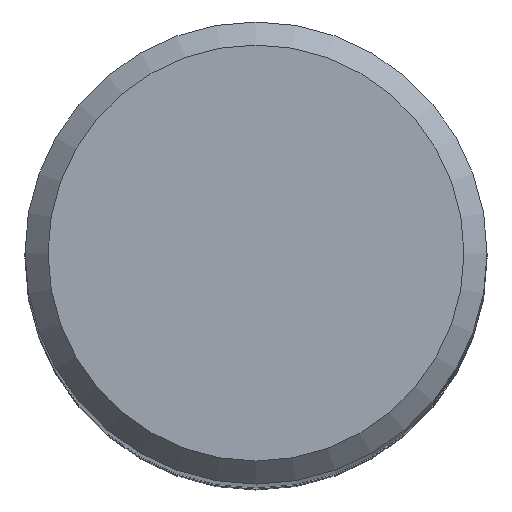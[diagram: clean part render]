
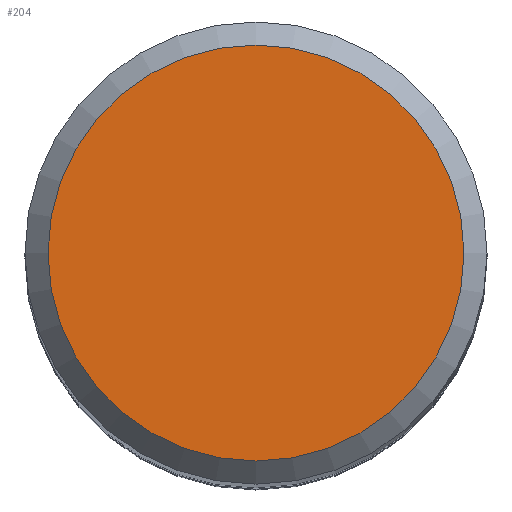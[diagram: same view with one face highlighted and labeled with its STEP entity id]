
A CAD part, top view. The second image highlights one B-rep face of the part: STEP entity #204.
In plain terms, the highlighted planar face has unit normal (0, 0, 1).
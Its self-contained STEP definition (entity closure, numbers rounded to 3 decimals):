
#1 = AXIS2_PLACEMENT_3D ( 'NONE', #121, #72, #70 ) ;
#14 = PLANE ( 'NONE',  #202 ) ;
#49 = CIRCLE ( 'NONE', #1, 4.5 ) ;
#59 = CARTESIAN_POINT ( 'NONE',  ( 0., 4.5, 75. ) ) ;
#70 = DIRECTION ( 'NONE',  ( 0., 1., 0. ) ) ;
#72 = DIRECTION ( 'NONE',  ( 0., 0., -1. ) ) ;
#121 = CARTESIAN_POINT ( 'NONE',  ( 0., 0., 75. ) ) ;
#127 = CARTESIAN_POINT ( 'NONE',  ( 0., 0., 75. ) ) ;
#130 = ORIENTED_EDGE ( 'NONE', *, *, #158, .F. ) ;
#146 = FACE_OUTER_BOUND ( 'NONE', #186, .T. ) ;
#158 = EDGE_CURVE ( 'NONE', #214, #214, #49, .T. ) ;
#186 = EDGE_LOOP ( 'NONE', ( #130 ) ) ;
#202 = AXIS2_PLACEMENT_3D ( 'NONE', #127, #232, #229 ) ;
#204 = ADVANCED_FACE ( 'NONE', ( #146 ), #14, .F. ) ;
#214 = VERTEX_POINT ( 'NONE', #59 ) ;
#229 = DIRECTION ( 'NONE',  ( 0., 1., 0. ) ) ;
#232 = DIRECTION ( 'NONE',  ( 0., 0., -1. ) ) ;
